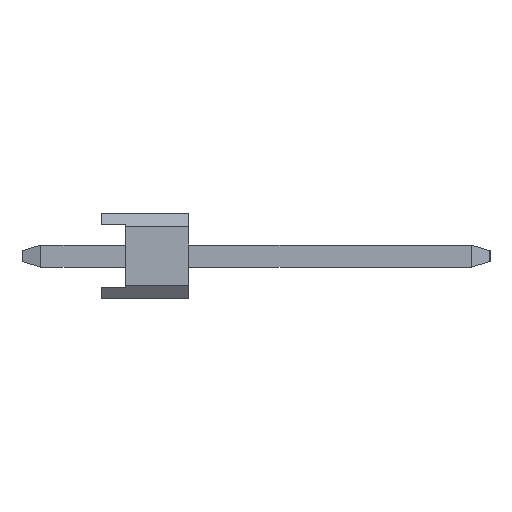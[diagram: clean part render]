
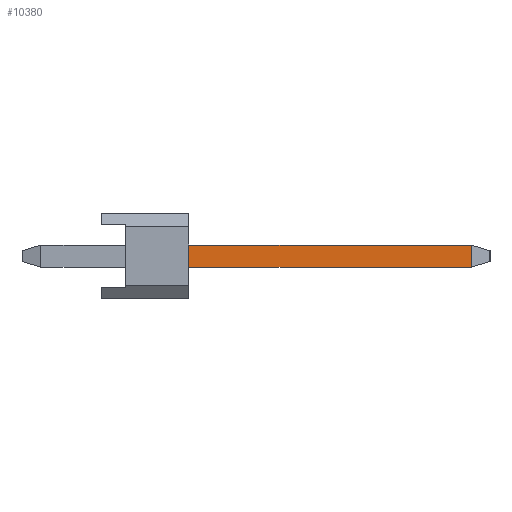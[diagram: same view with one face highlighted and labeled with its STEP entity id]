
A CAD part, left-side view. The second image highlights one B-rep face of the part: STEP entity #10380.
In plain terms, the highlighted planar face has unit normal (-1, 0, 0).
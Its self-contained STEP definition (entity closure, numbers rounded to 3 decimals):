
#4272=EDGE_CURVE('',#11188,#7346,#12017,.T.);
#7346=VERTEX_POINT('',#15397);
#8026=EDGE_CURVE('',#9854,#11188,#16151,.T.);
#9854=VERTEX_POINT('',#18189);
#10080=EDGE_CURVE('',#7346,#10452,#18438,.T.);
#10380=ADVANCED_FACE('',(#18760),#18761,.T.);
#10452=VERTEX_POINT('',#18839);
#11098=EDGE_CURVE('',#10452,#9854,#19554,.T.);
#11188=VERTEX_POINT('',#19652);
#12017=LINE('',#20687,#20688);
#15397=CARTESIAN_POINT('',(-30.8,-2.54,0.32));
#16151=LINE('',#26691,#26692);
#18189=CARTESIAN_POINT('',(-30.8,-10.744,-0.32));
#18438=LINE('',#29992,#29993);
#18760=FACE_OUTER_BOUND('',#30471,.T.);
#18761=PLANE('',#30472);
#18839=CARTESIAN_POINT('',(-30.8,-10.744,0.32));
#19554=LINE('',#31612,#31613);
#19652=CARTESIAN_POINT('',(-30.8,-2.54,-0.32));
#20687=CARTESIAN_POINT('',(-30.8,-2.54,0.252));
#20688=VECTOR('',#32807,1.0);
#26691=CARTESIAN_POINT('',(-30.8,1.764,-0.32));
#26692=VECTOR('',#36962,1.0);
#29992=CARTESIAN_POINT('',(-30.8,-4.49,0.32));
#29993=VECTOR('',#39487,1.0);
#30471=EDGE_LOOP('',(#39753,#39754,#39755,#39756));
#30472=AXIS2_PLACEMENT_3D('',#39757,#39758,#39759);
#31612=CARTESIAN_POINT('',(-30.8,-10.744,0.5));
#31613=VECTOR('',#40555,1.0);
#32807=DIRECTION('',(0.,0.,1.0));
#36962=DIRECTION('',(0.,1.0,0.));
#39487=DIRECTION('',(0.,-1.0,0.));
#39753=ORIENTED_EDGE('',*,*,#4272,.F.);
#39754=ORIENTED_EDGE('',*,*,#8026,.F.);
#39755=ORIENTED_EDGE('',*,*,#11098,.F.);
#39756=ORIENTED_EDGE('',*,*,#10080,.F.);
#39757=CARTESIAN_POINT('',(-30.8,1.764,0.5));
#39758=DIRECTION('',(-1.0,0.,0.));
#39759=DIRECTION('',(0.,1.0,0.));
#40555=DIRECTION('',(0.0,0.,-1.0));
